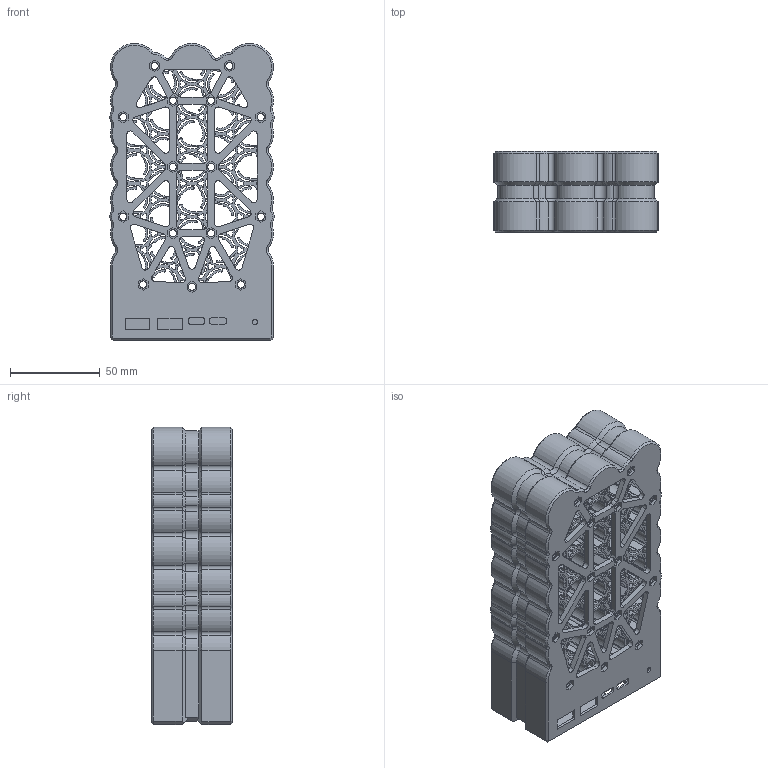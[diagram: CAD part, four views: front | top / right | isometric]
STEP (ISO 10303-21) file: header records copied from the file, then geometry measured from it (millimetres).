
FILE_DESCRIPTION(/* description */ ('','CAx-IF Rec.Pracs.---Representation and Presentation of Product Manufacturing Information (PMI)---4.0---2014-10-13'),/* implementation_level */ '2;1');
FILE_NAME(/* name */ 'Mk4 PCB 2 Nuts & Bolts 36 v2.step',/* time_stamp */ '2025-01-12T23:10:41Z',/* author */ (''),/* organization */ (''),/* preprocessor_version */ 'ST-DEVELOPER v20',/* originating_system */ 'Autodesk Translation Framework v13.20.0.188',/* authorisation */ '');
FILE_SCHEMA (('AP242_MANAGED_MODEL_BASED_3D_ENGINEERING_MIM_LF { 1 0 10303 442 1 1 4 }'));
Length unit declared in the file: millimetre
Products named in the file (4): Mk4 PCB 2 Nuts & Bolts 36; Base protector; Top protector; Cell Holder Mk2
Assembly tree (3 placements, depth 2):
  Mk4 PCB 2 Nuts & Bolts 36
    Base protector
    Top protector
    Cell Holder Mk2
Bounding box: 91.65 x 45 x 165.88 mm (x, y, z)
Volume: 241461.1 mm3; surface area: 304492.9 mm2
Topology: 4 solids, 4 shells, 2486 faces, 7081 edges, 4633 vertices
Faces by surface type: cylinder 1650, plane 669, cone 164, bspline 3
Full cylindrical faces by diameter (mm): 2 x1, 3 x1, 4 x45, 6 x15
Entity records: 83296 total; most frequent: DIRECTION 15426, CARTESIAN_POINT 14591, ORIENTED_EDGE 14162, EDGE_CURVE 7081, AXIS2_PLACEMENT_3D 5871, VERTEX_POINT 4633, LINE 3684, VECTOR 3684
